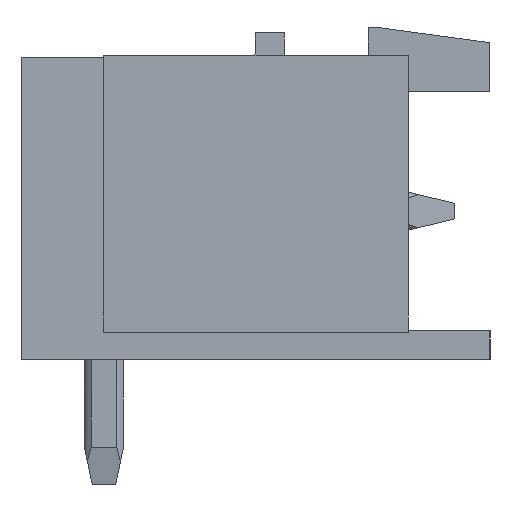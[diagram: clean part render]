
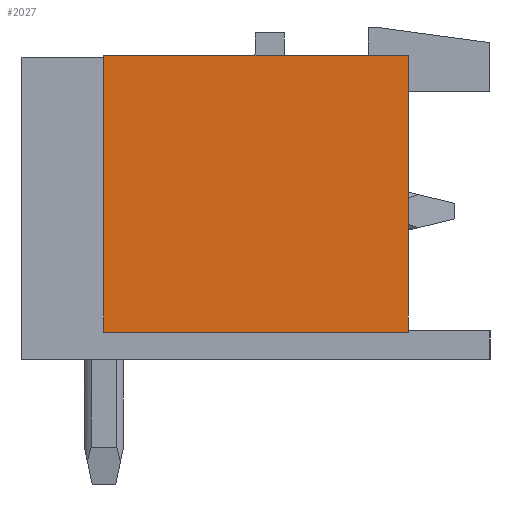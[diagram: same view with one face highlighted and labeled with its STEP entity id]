
A CAD part, left-side view. The second image highlights one B-rep face of the part: STEP entity #2027.
In plain terms, the highlighted planar face has unit normal (-1, 0, 0).
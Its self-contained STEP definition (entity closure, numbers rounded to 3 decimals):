
#1991=AXIS2_PLACEMENT_3D('Plane Axis2P3D',#1988,#1989,#1990) ;
#1988=CARTESIAN_POINT('Axis2P3D Location',(0.,2.1,0.)) ;
#1993=CARTESIAN_POINT('Line Origine',(0.,9.9,7.45)) ;
#1997=CARTESIAN_POINT('Vertex',(0.,9.9,3.9)) ;
#1999=CARTESIAN_POINT('Vertex',(0.,9.9,11.)) ;
#2002=CARTESIAN_POINT('Line Origine',(0.,6.,3.9)) ;
#2006=CARTESIAN_POINT('Vertex',(0.,2.1,3.9)) ;
#2009=CARTESIAN_POINT('Line Origine',(0.,2.1,7.45)) ;
#2013=CARTESIAN_POINT('Vertex',(0.,2.1,11.)) ;
#2016=CARTESIAN_POINT('Line Origine',(0.,6.,11.)) ;
#1989=DIRECTION('Axis2P3D Direction',(1.,0.,0.)) ;
#1990=DIRECTION('Axis2P3D XDirection',(0.,1.,0.)) ;
#1994=DIRECTION('Vector Direction',(0.,0.,1.)) ;
#2003=DIRECTION('Vector Direction',(0.,1.,0.)) ;
#2010=DIRECTION('Vector Direction',(0.,0.,1.)) ;
#2017=DIRECTION('Vector Direction',(0.,1.,0.)) ;
#1995=VECTOR('Line Direction',#1994,1.) ;
#2004=VECTOR('Line Direction',#2003,1.) ;
#2011=VECTOR('Line Direction',#2010,1.) ;
#2018=VECTOR('Line Direction',#2017,1.) ;
#2022=ORIENTED_EDGE('',*,*,#2001,.F.) ;
#2023=ORIENTED_EDGE('',*,*,#2008,.T.) ;
#2024=ORIENTED_EDGE('',*,*,#2015,.T.) ;
#2025=ORIENTED_EDGE('',*,*,#2020,.F.) ;
#2027=ADVANCED_FACE('Housing',(#2026),#1992,.F.) ;
#2001=EDGE_CURVE('',#1998,#2000,#1996,.T.) ;
#2008=EDGE_CURVE('',#1998,#2007,#2005,.F.) ;
#2015=EDGE_CURVE('',#2007,#2014,#2012,.T.) ;
#2020=EDGE_CURVE('',#2000,#2014,#2019,.F.) ;
#2021=EDGE_LOOP('',(#2022,#2023,#2024,#2025)) ;
#2026=FACE_OUTER_BOUND('',#2021,.T.) ;
#1996=LINE('Line',#1993,#1995) ;
#2005=LINE('Line',#2002,#2004) ;
#2012=LINE('Line',#2009,#2011) ;
#2019=LINE('Line',#2016,#2018) ;
#1992=PLANE('',#1991) ;
#1998=VERTEX_POINT('',#1997) ;
#2000=VERTEX_POINT('',#1999) ;
#2007=VERTEX_POINT('',#2006) ;
#2014=VERTEX_POINT('',#2013) ;
